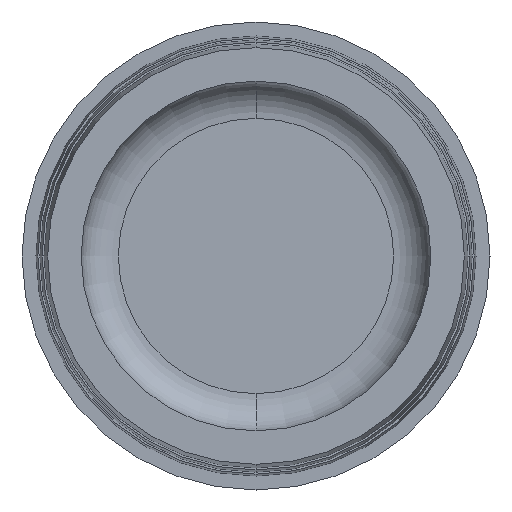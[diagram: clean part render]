
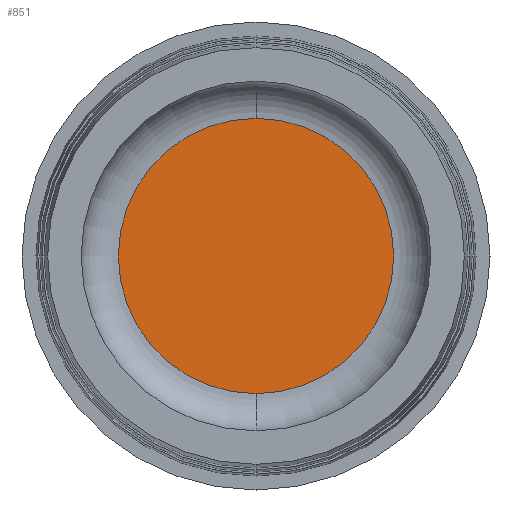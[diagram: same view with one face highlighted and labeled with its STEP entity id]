
A CAD part, front view. The second image highlights one B-rep face of the part: STEP entity #851.
In plain terms, the highlighted planar face has unit normal (0, -1, 0).
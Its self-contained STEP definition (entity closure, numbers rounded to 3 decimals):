
#47 = AXIS2_PLACEMENT_3D ( 'NONE', #662, #881, #764 ) ;
#58 = EDGE_CURVE ( 'NONE', #478, #456, #162, .T. ) ;
#67 = CARTESIAN_POINT ( 'NONE',  ( 0., -6.5, 37. ) ) ;
#114 = AXIS2_PLACEMENT_3D ( 'NONE', #842, #521, #464 ) ;
#162 = CIRCLE ( 'NONE', #47, 37. ) ;
#207 = PLANE ( 'NONE',  #532 ) ;
#235 = ORIENTED_EDGE ( 'NONE', *, *, #598, .T. ) ;
#456 = VERTEX_POINT ( 'NONE', #67 ) ;
#464 = DIRECTION ( 'NONE',  ( 0., 0., -1. ) ) ;
#478 = VERTEX_POINT ( 'NONE', #739 ) ;
#497 = DIRECTION ( 'NONE',  ( 0., -1., 0. ) ) ;
#521 = DIRECTION ( 'NONE',  ( 0., -1., 0. ) ) ;
#532 = AXIS2_PLACEMENT_3D ( 'NONE', #578, #497, #725 ) ;
#578 = CARTESIAN_POINT ( 'NONE',  ( 0., -6.5, 0. ) ) ;
#598 = EDGE_CURVE ( 'NONE', #456, #478, #602, .T. ) ;
#602 = CIRCLE ( 'NONE', #114, 37. ) ;
#662 = CARTESIAN_POINT ( 'NONE',  ( 0., -6.5, 0. ) ) ;
#725 = DIRECTION ( 'NONE',  ( 0., 0., -1. ) ) ;
#739 = CARTESIAN_POINT ( 'NONE',  ( 0., -6.5, -37. ) ) ;
#764 = DIRECTION ( 'NONE',  ( 0., 0., -1. ) ) ;
#767 = EDGE_LOOP ( 'NONE', ( #787, #235 ) ) ;
#787 = ORIENTED_EDGE ( 'NONE', *, *, #58, .T. ) ;
#842 = CARTESIAN_POINT ( 'NONE',  ( 0., -6.5, 0. ) ) ;
#851 = ADVANCED_FACE ( 'NONE', ( #869 ), #207, .T. ) ;
#869 = FACE_OUTER_BOUND ( 'NONE', #767, .T. ) ;
#881 = DIRECTION ( 'NONE',  ( 0., -1., 0. ) ) ;
